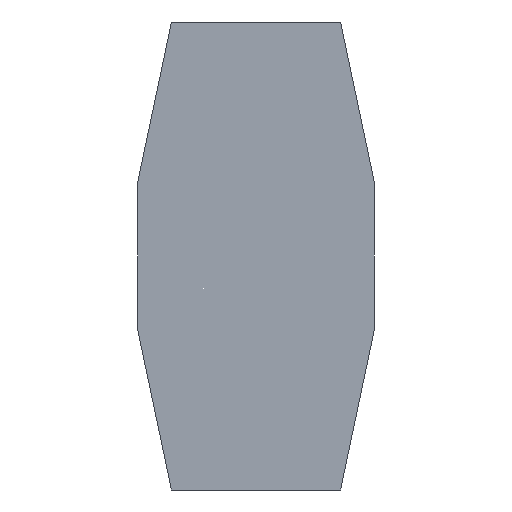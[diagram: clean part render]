
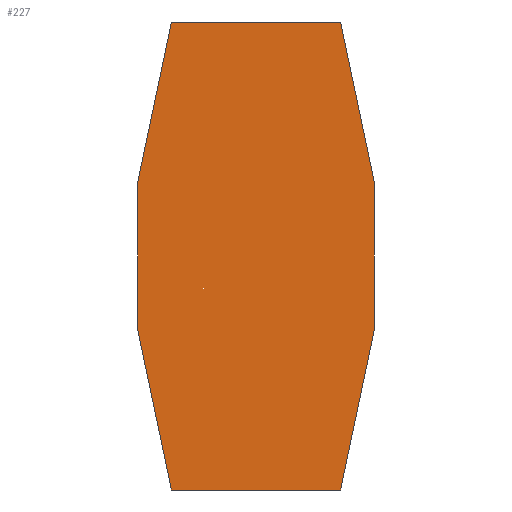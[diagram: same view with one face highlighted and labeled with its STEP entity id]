
A CAD part, front view. The second image highlights one B-rep face of the part: STEP entity #227.
In plain terms, the highlighted planar face has unit normal (0, -1, 0).
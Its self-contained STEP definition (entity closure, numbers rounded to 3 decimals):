
#3 = EDGE_CURVE ( 'NONE', #234, #71, #245, .T. ) ;
#11 = VERTEX_POINT ( 'NONE', #100 ) ;
#12 = VECTOR ( 'NONE', #48, 1000. ) ;
#27 = CARTESIAN_POINT ( 'NONE',  ( -21., 0., -13. ) ) ;
#41 = CARTESIAN_POINT ( 'NONE',  ( 21., 0., -13. ) ) ;
#48 = DIRECTION ( 'NONE',  ( 0.206, 0., 0.979 ) ) ;
#49 = AXIS2_PLACEMENT_3D ( 'NONE', #52, #224, #86 ) ;
#52 = CARTESIAN_POINT ( 'NONE',  ( 0., 0., 0. ) ) ;
#58 = ORIENTED_EDGE ( 'NONE', *, *, #107, .F. ) ;
#68 = VECTOR ( 'NONE', #247, 1000. ) ;
#71 = VERTEX_POINT ( 'NONE', #350 ) ;
#81 = LINE ( 'NONE', #226, #345 ) ;
#86 = DIRECTION ( 'NONE',  ( 0., 0., 1. ) ) ;
#91 = VECTOR ( 'NONE', #326, 1000. ) ;
#97 = EDGE_CURVE ( 'NONE', #151, #11, #189, .T. ) ;
#100 = CARTESIAN_POINT ( 'NONE',  ( -15., 0., 41.5 ) ) ;
#107 = EDGE_CURVE ( 'NONE', #208, #260, #131, .T. ) ;
#109 = FACE_OUTER_BOUND ( 'NONE', #213, .T. ) ;
#110 = CARTESIAN_POINT ( 'NONE',  ( -21., 0., -13. ) ) ;
#111 = EDGE_CURVE ( 'NONE', #119, #151, #241, .T. ) ;
#113 = VECTOR ( 'NONE', #162, 1000. ) ;
#116 = ORIENTED_EDGE ( 'NONE', *, *, #256, .F. ) ;
#119 = VERTEX_POINT ( 'NONE', #27 ) ;
#128 = CARTESIAN_POINT ( 'NONE',  ( -15., 0., -41.5 ) ) ;
#131 = LINE ( 'NONE', #41, #68 ) ;
#135 = CARTESIAN_POINT ( 'NONE',  ( -21., 0., 13. ) ) ;
#151 = VERTEX_POINT ( 'NONE', #135 ) ;
#161 = DIRECTION ( 'NONE',  ( 0.206, 0., -0.979 ) ) ;
#162 = DIRECTION ( 'NONE',  ( 0., 0., 1. ) ) ;
#163 = EDGE_CURVE ( 'NONE', #358, #208, #249, .T. ) ;
#171 = ORIENTED_EDGE ( 'NONE', *, *, #244, .F. ) ;
#189 = LINE ( 'NONE', #301, #12 ) ;
#194 = DIRECTION ( 'NONE',  ( 1., 0., 0. ) ) ;
#195 = PLANE ( 'NONE',  #49 ) ;
#196 = VECTOR ( 'NONE', #306, 1000. ) ;
#208 = VERTEX_POINT ( 'NONE', #277 ) ;
#213 = EDGE_LOOP ( 'NONE', ( #116, #58, #354, #171, #289, #315, #217, #275 ) ) ;
#217 = ORIENTED_EDGE ( 'NONE', *, *, #231, .F. ) ;
#222 = DIRECTION ( 'NONE',  ( -0.206, 0., 0.979 ) ) ;
#224 = DIRECTION ( 'NONE',  ( 0., 1., 0. ) ) ;
#226 = CARTESIAN_POINT ( 'NONE',  ( -15., 0., 41.5 ) ) ;
#227 = ADVANCED_FACE ( 'NONE', ( #109 ), #195, .F. ) ;
#231 = EDGE_CURVE ( 'NONE', #71, #119, #362, .T. ) ;
#234 = VERTEX_POINT ( 'NONE', #333 ) ;
#241 = LINE ( 'NONE', #110, #113 ) ;
#244 = EDGE_CURVE ( 'NONE', #11, #358, #81, .T. ) ;
#245 = LINE ( 'NONE', #128, #91 ) ;
#247 = DIRECTION ( 'NONE',  ( 0., 0., -1. ) ) ;
#249 = LINE ( 'NONE', #361, #268 ) ;
#254 = CARTESIAN_POINT ( 'NONE',  ( -15., 0., -41.5 ) ) ;
#256 = EDGE_CURVE ( 'NONE', #260, #234, #278, .T. ) ;
#260 = VERTEX_POINT ( 'NONE', #336 ) ;
#268 = VECTOR ( 'NONE', #161, 1000. ) ;
#275 = ORIENTED_EDGE ( 'NONE', *, *, #3, .F. ) ;
#277 = CARTESIAN_POINT ( 'NONE',  ( 21., 0., 13. ) ) ;
#278 = LINE ( 'NONE', #364, #196 ) ;
#289 = ORIENTED_EDGE ( 'NONE', *, *, #97, .F. ) ;
#292 = CARTESIAN_POINT ( 'NONE',  ( 15., 0., 41.5 ) ) ;
#301 = CARTESIAN_POINT ( 'NONE',  ( -15., 0., 41.5 ) ) ;
#303 = VECTOR ( 'NONE', #222, 1000. ) ;
#306 = DIRECTION ( 'NONE',  ( -0.206, 0., -0.979 ) ) ;
#315 = ORIENTED_EDGE ( 'NONE', *, *, #111, .F. ) ;
#326 = DIRECTION ( 'NONE',  ( -1., 0., 0. ) ) ;
#333 = CARTESIAN_POINT ( 'NONE',  ( 15., 0., -41.5 ) ) ;
#336 = CARTESIAN_POINT ( 'NONE',  ( 21., 0., -13. ) ) ;
#345 = VECTOR ( 'NONE', #194, 1000. ) ;
#350 = CARTESIAN_POINT ( 'NONE',  ( -15., 0., -41.5 ) ) ;
#354 = ORIENTED_EDGE ( 'NONE', *, *, #163, .F. ) ;
#358 = VERTEX_POINT ( 'NONE', #292 ) ;
#361 = CARTESIAN_POINT ( 'NONE',  ( 15., 0., 41.5 ) ) ;
#362 = LINE ( 'NONE', #254, #303 ) ;
#364 = CARTESIAN_POINT ( 'NONE',  ( 15., 0., -41.5 ) ) ;
